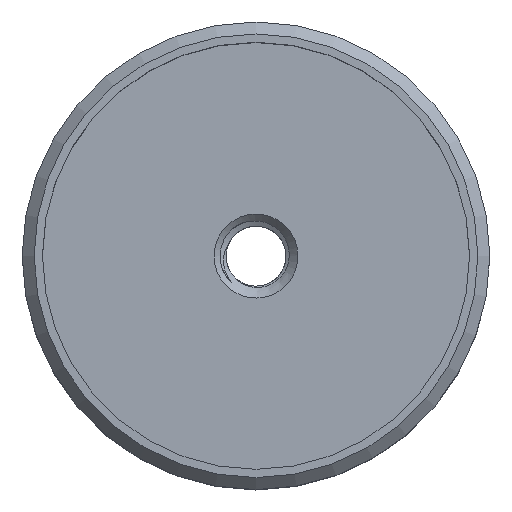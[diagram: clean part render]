
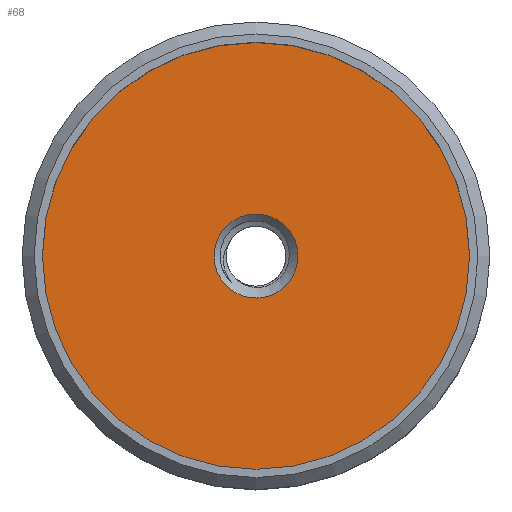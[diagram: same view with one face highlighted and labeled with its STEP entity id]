
A CAD part, top view. The second image highlights one B-rep face of the part: STEP entity #68.
In plain terms, the highlighted planar face has unit normal (0, 0, 1).
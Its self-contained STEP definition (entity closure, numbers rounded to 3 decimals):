
#68=ADVANCED_FACE('',(#88,#89),#77,.T.);
#77=PLANE('',#210);
#88=FACE_BOUND('',#104,.T.);
#89=FACE_BOUND('',#105,.T.);
#104=EDGE_LOOP('',(#124));
#105=EDGE_LOOP('',(#125));
#124=ORIENTED_EDGE('',*,*,#173,.T.);
#125=ORIENTED_EDGE('',*,*,#172,.F.);
#157=VERTEX_POINT('',#279);
#158=VERTEX_POINT('',#282);
#172=EDGE_CURVE('',#157,#157,#191,.T.);
#173=EDGE_CURVE('',#158,#158,#192,.T.);
#191=CIRCLE('',#207,17.809);
#192=CIRCLE('',#209,3.5);
#207=AXIS2_PLACEMENT_3D('',#278,#239,#240);
#209=AXIS2_PLACEMENT_3D('',#281,#243,#244);
#210=AXIS2_PLACEMENT_3D('',#283,#245,#246);
#239=DIRECTION('',(0.,0.,-1.));
#240=DIRECTION('',(1.,0.,0.));
#243=DIRECTION('',(0.,0.,-1.));
#244=DIRECTION('',(1.,0.,0.));
#245=DIRECTION('',(0.,0.,1.));
#246=DIRECTION('',(1.,0.,0.));
#278=CARTESIAN_POINT('',(0.,0.,5.));
#279=CARTESIAN_POINT('',(17.809,0.,5.));
#281=CARTESIAN_POINT('',(0.,0.,5.));
#282=CARTESIAN_POINT('',(-3.068,1.684,5.));
#283=CARTESIAN_POINT('',(0.,0.,5.));
